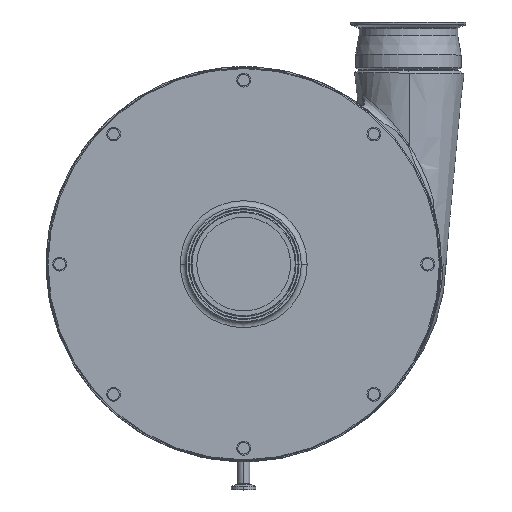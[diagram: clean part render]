
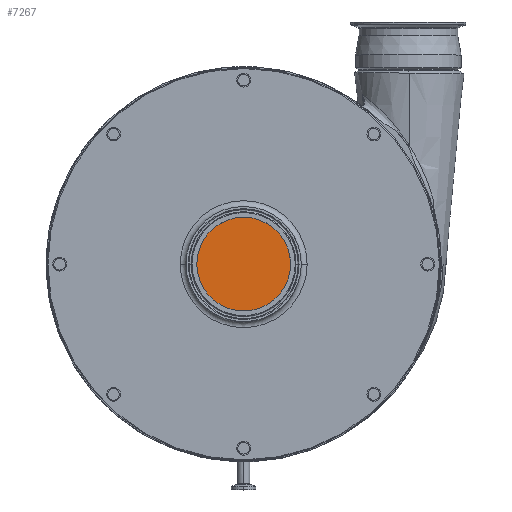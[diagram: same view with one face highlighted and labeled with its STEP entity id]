
A CAD part, top view. The second image highlights one B-rep face of the part: STEP entity #7267.
In plain terms, the highlighted planar face has unit normal (0, 0, 1).
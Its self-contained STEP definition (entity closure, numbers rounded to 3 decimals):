
#696 = DIRECTION ( 'NONE',  ( 1., 0., 0. ) ) ;
#727 = CARTESIAN_POINT ( 'NONE',  ( 60.957, 0., 81. ) ) ;
#1115 = EDGE_LOOP ( 'NONE', ( #8756, #5776 ) ) ;
#3144 = DIRECTION ( 'NONE',  ( 1., 0., 0. ) ) ;
#3289 = CARTESIAN_POINT ( 'NONE',  ( 0., 0., 81. ) ) ;
#5776 = ORIENTED_EDGE ( 'NONE', *, *, #17656, .T. ) ;
#6364 = CARTESIAN_POINT ( 'NONE',  ( 0., 0., 81. ) ) ;
#7267 = ADVANCED_FACE ( 'NONE', ( #12940 ), #20697, .T. ) ;
#8756 = ORIENTED_EDGE ( 'NONE', *, *, #24004, .T. ) ;
#10208 = DIRECTION ( 'NONE',  ( 1., 0., 0. ) ) ;
#11661 = CIRCLE ( 'NONE', #17661, 60.957 ) ;
#12188 = AXIS2_PLACEMENT_3D ( 'NONE', #3289, #16679, #10208 ) ;
#12940 = FACE_OUTER_BOUND ( 'NONE', #1115, .T. ) ;
#13654 = AXIS2_PLACEMENT_3D ( 'NONE', #23775, #17868, #696 ) ;
#16159 = DIRECTION ( 'NONE',  ( 0., 0., 1. ) ) ;
#16679 = DIRECTION ( 'NONE',  ( 0., 0., 1. ) ) ;
#17656 = EDGE_CURVE ( 'NONE', #20157, #20273, #11661, .T. ) ;
#17661 = AXIS2_PLACEMENT_3D ( 'NONE', #6364, #16159, #3144 ) ;
#17868 = DIRECTION ( 'NONE',  ( 0., 0., 1. ) ) ;
#20157 = VERTEX_POINT ( 'NONE', #727 ) ;
#20273 = VERTEX_POINT ( 'NONE', #21512 ) ;
#20697 = PLANE ( 'NONE',  #12188 ) ;
#21512 = CARTESIAN_POINT ( 'NONE',  ( -60.957, 0., 81. ) ) ;
#22847 = CIRCLE ( 'NONE', #13654, 60.957 ) ;
#23775 = CARTESIAN_POINT ( 'NONE',  ( 0., 0., 81. ) ) ;
#24004 = EDGE_CURVE ( 'NONE', #20273, #20157, #22847, .T. ) ;
